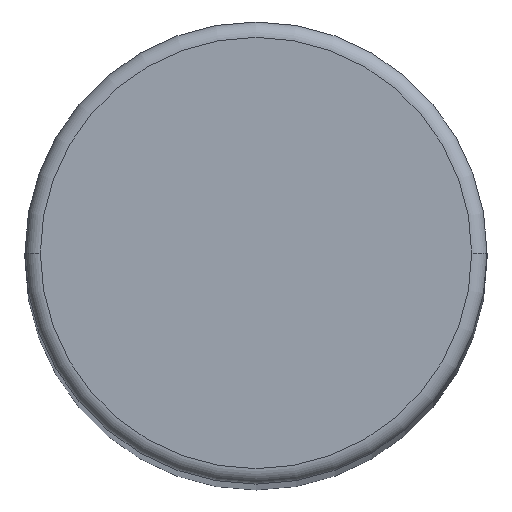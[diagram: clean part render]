
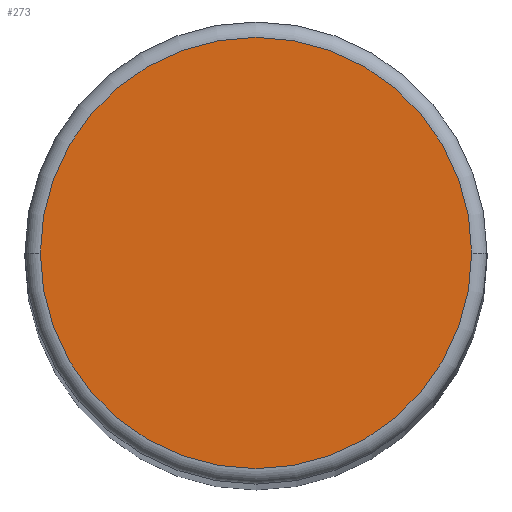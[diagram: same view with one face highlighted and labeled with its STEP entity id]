
A CAD part, top view. The second image highlights one B-rep face of the part: STEP entity #273.
In plain terms, the highlighted planar face has unit normal (0, 0, 1).
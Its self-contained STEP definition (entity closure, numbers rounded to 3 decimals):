
#116=CARTESIAN_POINT('',(0.,0.,22.));
#117=DIRECTION('',(0.,0.,1.));
#118=DIRECTION('',(1.,0.,0.));
#119=AXIS2_PLACEMENT_3D('',#116,#117,#118);
#121=CARTESIAN_POINT('',(0.,0.,22.));
#122=DIRECTION('',(0.,0.,1.));
#123=DIRECTION('',(-1.,0.,0.));
#124=AXIS2_PLACEMENT_3D('',#121,#122,#123);
#163=CARTESIAN_POINT('',(1.4,0.,22.));
#164=CARTESIAN_POINT('',(-1.4,0.,22.));
#165=VERTEX_POINT('',#163);
#166=VERTEX_POINT('',#164);
#263=CARTESIAN_POINT('',(0.,0.,22.));
#264=DIRECTION('',(0.,0.,1.));
#265=DIRECTION('',(1.,0.,0.));
#266=AXIS2_PLACEMENT_3D('',#263,#264,#265);
#267=PLANE('',#266);
#269=ORIENTED_EDGE('',*,*,#268,.F.);
#270=ORIENTED_EDGE('',*,*,#253,.F.);
#271=EDGE_LOOP('',(#269,#270));
#272=FACE_OUTER_BOUND('',#271,.F.);
#273=ADVANCED_FACE('',(#272),#267,.T.);
#120=CIRCLE('',#119,1.4);
#125=CIRCLE('',#124,1.4);
#253=EDGE_CURVE('',#166,#165,#125,.T.);
#268=EDGE_CURVE('',#165,#166,#120,.T.);
